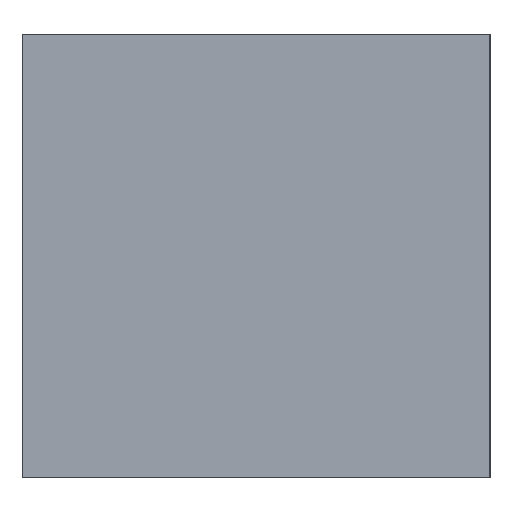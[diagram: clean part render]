
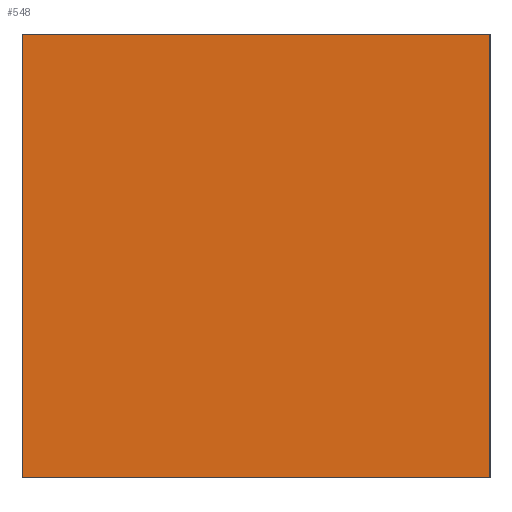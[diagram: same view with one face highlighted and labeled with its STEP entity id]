
A CAD part, left-side view. The second image highlights one B-rep face of the part: STEP entity #548.
In plain terms, the highlighted planar face has unit normal (-1, 0, 0).
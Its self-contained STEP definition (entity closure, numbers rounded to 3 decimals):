
#3 = VECTOR ( 'NONE', #311, 1000. ) ;
#14 = EDGE_CURVE ( 'NONE', #334, #112, #497, .T. ) ;
#98 = FACE_OUTER_BOUND ( 'NONE', #528, .T. ) ;
#104 = CARTESIAN_POINT ( 'NONE',  ( -25., 20., 0. ) ) ;
#112 = VERTEX_POINT ( 'NONE', #332 ) ;
#120 = LINE ( 'NONE', #445, #426 ) ;
#131 = VERTEX_POINT ( 'NONE', #159 ) ;
#138 = VECTOR ( 'NONE', #374, 1000. ) ;
#155 = LINE ( 'NONE', #104, #3 ) ;
#157 = CARTESIAN_POINT ( 'NONE',  ( -25., -15.916, 18. ) ) ;
#159 = CARTESIAN_POINT ( 'NONE',  ( -25., 1., 0. ) ) ;
#166 = AXIS2_PLACEMENT_3D ( 'NONE', #266, #188, #551 ) ;
#169 = EDGE_CURVE ( 'NONE', #131, #563, #380, .T. ) ;
#188 = DIRECTION ( 'NONE',  ( 1., 0., 0. ) ) ;
#192 = EDGE_CURVE ( 'NONE', #334, #131, #120, .T. ) ;
#252 = DIRECTION ( 'NONE',  ( 0., 1., 0. ) ) ;
#260 = ORIENTED_EDGE ( 'NONE', *, *, #14, .T. ) ;
#262 = CARTESIAN_POINT ( 'NONE',  ( -25., 1., 18. ) ) ;
#266 = CARTESIAN_POINT ( 'NONE',  ( -25., -15.916, 0. ) ) ;
#273 = ORIENTED_EDGE ( 'NONE', *, *, #477, .F. ) ;
#311 = DIRECTION ( 'NONE',  ( 0., 0., 1. ) ) ;
#332 = CARTESIAN_POINT ( 'NONE',  ( -25., 20., 18. ) ) ;
#334 = VERTEX_POINT ( 'NONE', #262 ) ;
#370 = CARTESIAN_POINT ( 'NONE',  ( -25., 20., 0. ) ) ;
#374 = DIRECTION ( 'NONE',  ( 0., 1., 0. ) ) ;
#380 = LINE ( 'NONE', #383, #391 ) ;
#383 = CARTESIAN_POINT ( 'NONE',  ( -25., -15.916, 0. ) ) ;
#391 = VECTOR ( 'NONE', #252, 1000. ) ;
#426 = VECTOR ( 'NONE', #481, 1000. ) ;
#445 = CARTESIAN_POINT ( 'NONE',  ( -25., 1., 18. ) ) ;
#455 = ORIENTED_EDGE ( 'NONE', *, *, #192, .F. ) ;
#460 = PLANE ( 'NONE',  #166 ) ;
#477 = EDGE_CURVE ( 'NONE', #563, #112, #155, .T. ) ;
#481 = DIRECTION ( 'NONE',  ( 0., 0., -1. ) ) ;
#492 = ORIENTED_EDGE ( 'NONE', *, *, #169, .F. ) ;
#497 = LINE ( 'NONE', #157, #138 ) ;
#528 = EDGE_LOOP ( 'NONE', ( #260, #273, #492, #455 ) ) ;
#548 = ADVANCED_FACE ( 'NONE', ( #98 ), #460, .F. ) ;
#551 = DIRECTION ( 'NONE',  ( 0., 0., -1. ) ) ;
#563 = VERTEX_POINT ( 'NONE', #370 ) ;
